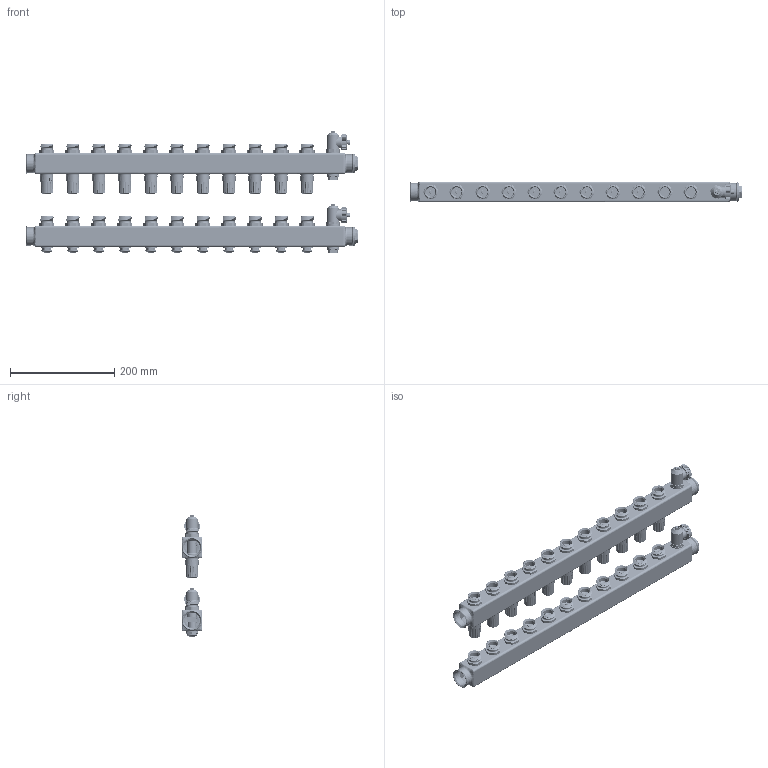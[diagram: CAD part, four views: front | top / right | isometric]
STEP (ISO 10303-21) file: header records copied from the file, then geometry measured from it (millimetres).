
FILE_DESCRIPTION((''),'2;1');
FILE_NAME('088U0811_ASM_ASM','2023-05-25T09:44:47',('U258971'),(''),'CREO PARAMETRIC BY PTC INC, 2020342','CREO PARAMETRIC BY PTC INC, 2020342','');
FILE_SCHEMA(('CONFIG_CONTROL_DESIGN'));
Products named in the file (34): SSM-SUPPLY-ADAPTOR_7; SSM-SHUTOFF-ASSEMBLY_ASM_7_ASM; PLUG_18; PLUG-ORING_18; PLUG_ASM_18_ASM; 013G1380_AF0_17; 013G0295___AF0_ASM_17_ASM; 013G0200__AF0_ASM_17_ASM; 013G0376_ASM_17_ASM; BIV-EUROCONE_17; BIV-EUROCONE_ASM_17_ASM; 013G0951_18; PRT0002_19; PRT0003_19; PRT0004_19; PRT0005_19; SSM-AIRVENT_ASM_19_ASM; __-1841_20; __-18731_20; O__10X2_8_20; O__20X2_20; O___20; _____20; ____20; __-21757_20; __-23631_20; __-27761_20; SSM-PURGE-VALVE_ASM_19_ASM; 088U0592_19; SUPPLY-EUROCONE_ASM_18_ASM; SSM-PIPE_12-LOOPS_33; 088U0593_6; 088U0811_ASM_7_ASM; 088U0811_ASM_ASM
Assembly tree (98 placements, depth 4):
  088U0811_ASM_ASM
    088U0811_ASM_7_ASM
      SSM-SHUTOFF-ASSEMBLY_ASM_7_ASM  x11
        SSM-SUPPLY-ADAPTOR_7
      PLUG_ASM_18_ASM  x2
        PLUG_18
        PLUG-ORING_18
      013G0376_ASM_17_ASM  x11
        013G1380_AF0_17
        013G0295___AF0_ASM_17_ASM
        013G0200__AF0_ASM_17_ASM
      BIV-EUROCONE_ASM_17_ASM  x11
        BIV-EUROCONE_17
      013G0951_18  x11
      SSM-AIRVENT_ASM_19_ASM  x2
        PRT0002_19
        PRT0003_19
        PRT0004_19
        PRT0005_19
      SSM-PURGE-VALVE_ASM_19_ASM  x2
        __-1841_20
        __-18731_20
        O__10X2_8_20
        O__20X2_20
        O___20
        _____20
        ____20
        __-21757_20
        __-23631_20
        __-27761_20
      SUPPLY-EUROCONE_ASM_18_ASM  x11
        088U0592_19
      SSM-PIPE_12-LOOPS_33  x2
      088U0593_6  x11
Bounding box: 638 x 40 x 234.3 mm (x, y, z)
Volume: 654912.1 mm3; surface area: 743706.4 mm2
Topology: 90 solids, 102 shells, 14217 faces, 40108 edges, 26459 vertices
Faces by surface type: plane 5588, cylinder 3977, bspline 1650, cone 1584, torus 1004, extrusion 308, sphere 106
Entity records: 105983 total; most frequent: CARTESIAN_POINT 46123, ORIENTED_EDGE 12798, DIRECTION 11989, EDGE_CURVE 6420, AXIS2_PLACEMENT_3D 4650, VERTEX_POINT 4149, VECTOR 2689, LINE 2661
